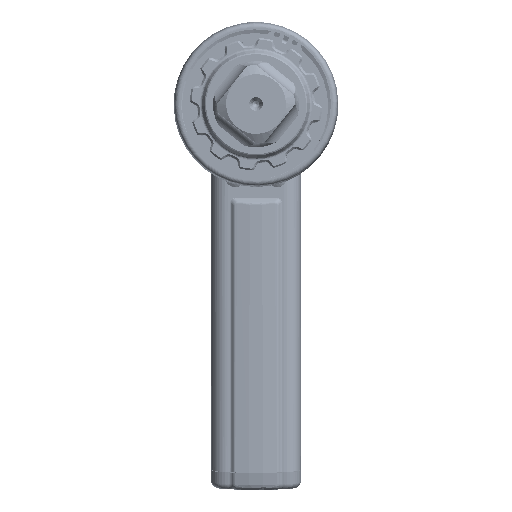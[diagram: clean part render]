
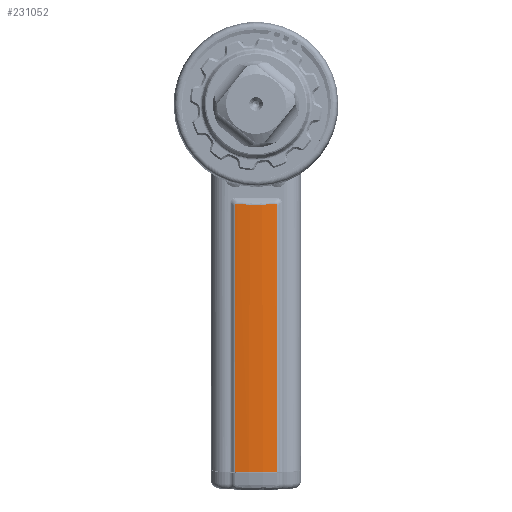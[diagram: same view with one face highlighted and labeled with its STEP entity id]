
A CAD part, top view. The second image highlights one B-rep face of the part: STEP entity #231052.
In plain terms, the highlighted cylindrical face has radius 86.25 mm (diameter 172.5 mm), a partial arc.
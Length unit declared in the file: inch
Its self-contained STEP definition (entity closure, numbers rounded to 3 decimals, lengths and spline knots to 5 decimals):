
#79830=CARTESIAN_POINT('',(0.,-8.95669,-3.1014));
#79831=DIRECTION('',(0.,-1.,0.));
#79832=DIRECTION('',(0.149,0.,0.989));
#79833=AXIS2_PLACEMENT_3D('',#79830,#79831,#79832);
#80072=DIRECTION('',(0.,-1.,0.));
#80073=VECTOR('',#80072,6.5104);
#80074=CARTESIAN_POINT('',(-0.50631,-2.44629,
0.25632));
#80075=LINE('',#80074,#80073);
#80076=CARTESIAN_POINT('',(-0.45627,-2.41151,
0.26348));
#80077=CARTESIAN_POINT('',(-0.45819,-2.41126,
0.26322));
#80078=CARTESIAN_POINT('',(-0.46187,-2.41089,
0.26272));
#80079=CARTESIAN_POINT('',(-0.46686,-2.41073,
0.26203));
#80080=CARTESIAN_POINT('',(-0.47136,-2.41088,
0.2614));
#80081=CARTESIAN_POINT('',(-0.47544,-2.4113,
0.26083));
#80082=CARTESIAN_POINT('',(-0.47913,-2.41195,
0.2603));
#80083=CARTESIAN_POINT('',(-0.48246,-2.4128,
0.25983));
#80084=CARTESIAN_POINT('',(-0.48547,-2.41382,
0.25939));
#80085=CARTESIAN_POINT('',(-0.4882,-2.41498,
0.259));
#80086=CARTESIAN_POINT('',(-0.49067,-2.41628,
0.25864));
#80087=CARTESIAN_POINT('',(-0.49291,-2.4177,
0.25831));
#80088=CARTESIAN_POINT('',(-0.49494,-2.41923,
0.25801));
#80089=CARTESIAN_POINT('',(-0.49679,-2.42089,
0.25774));
#80090=CARTESIAN_POINT('',(-0.49846,-2.42266,
0.25749));
#80091=CARTESIAN_POINT('',(-0.49998,-2.42456,
0.25726));
#80092=CARTESIAN_POINT('',(-0.50135,-2.4266,
0.25706));
#80093=CARTESIAN_POINT('',(-0.50256,-2.42879,
0.25688));
#80094=CARTESIAN_POINT('',(-0.50363,-2.43114,
0.25672));
#80095=CARTESIAN_POINT('',(-0.50454,-2.43369,
0.25658));
#80096=CARTESIAN_POINT('',(-0.50529,-2.43645,
0.25647));
#80097=CARTESIAN_POINT('',(-0.50586,-2.43944,
0.25638));
#80098=CARTESIAN_POINT('',(-0.50622,-2.4427,
0.25633));
#80099=CARTESIAN_POINT('',(-0.50631,-2.44506,
0.25632));
#80100=CARTESIAN_POINT('',(-0.50631,-2.44629,
0.25632));
#80102=CARTESIAN_POINT('',(0.45627,-2.41151,
0.26348));
#80103=CARTESIAN_POINT('',(0.43447,-2.41439,
0.26643));
#80104=CARTESIAN_POINT('',(0.39091,-2.41971,
0.27191));
#80105=CARTESIAN_POINT('',(0.32567,-2.42645,
0.27883));
#80106=CARTESIAN_POINT('',(0.26049,-2.43196,
0.28448));
#80107=CARTESIAN_POINT('',(0.19536,-2.43623,
0.28886));
#80108=CARTESIAN_POINT('',(0.13025,-2.43927,
0.29198));
#80109=CARTESIAN_POINT('',(0.06514,-2.44109,
0.29386));
#80110=CARTESIAN_POINT('',(0.00003,-2.4417,
0.29448));
#80111=CARTESIAN_POINT('',(-0.06509,-2.44109,
0.29386));
#80112=CARTESIAN_POINT('',(-0.13022,-2.43927,
0.29198));
#80113=CARTESIAN_POINT('',(-0.19535,-2.43623,
0.28886));
#80114=CARTESIAN_POINT('',(-0.26049,-2.43196,
0.28448));
#80115=CARTESIAN_POINT('',(-0.32567,-2.42645,
0.27883));
#80116=CARTESIAN_POINT('',(-0.39091,-2.41971,
0.27191));
#80117=CARTESIAN_POINT('',(-0.43448,-2.41439,
0.26643));
#80118=CARTESIAN_POINT('',(-0.45627,-2.41151,
0.26348));
#80120=CARTESIAN_POINT('',(0.50631,-2.44629,
0.25632));
#80121=CARTESIAN_POINT('',(0.50631,-2.44507,
0.25632));
#80122=CARTESIAN_POINT('',(0.50622,-2.44271,
0.25633));
#80123=CARTESIAN_POINT('',(0.50586,-2.43945,
0.25638));
#80124=CARTESIAN_POINT('',(0.50529,-2.43645,
0.25647));
#80125=CARTESIAN_POINT('',(0.50455,-2.43369,
0.25658));
#80126=CARTESIAN_POINT('',(0.50363,-2.43115,
0.25672));
#80127=CARTESIAN_POINT('',(0.50256,-2.42879,
0.25688));
#80128=CARTESIAN_POINT('',(0.50135,-2.4266,
0.25706));
#80129=CARTESIAN_POINT('',(0.49998,-2.42456,
0.25726));
#80130=CARTESIAN_POINT('',(0.49847,-2.42266,
0.25749));
#80131=CARTESIAN_POINT('',(0.49679,-2.42089,
0.25774));
#80132=CARTESIAN_POINT('',(0.49494,-2.41923,
0.25801));
#80133=CARTESIAN_POINT('',(0.49291,-2.4177,
0.25831));
#80134=CARTESIAN_POINT('',(0.49067,-2.41628,
0.25864));
#80135=CARTESIAN_POINT('',(0.4882,-2.41498,
0.259));
#80136=CARTESIAN_POINT('',(0.48547,-2.41382,
0.25939));
#80137=CARTESIAN_POINT('',(0.48246,-2.4128,
0.25983));
#80138=CARTESIAN_POINT('',(0.47913,-2.41195,
0.2603));
#80139=CARTESIAN_POINT('',(0.47544,-2.4113,
0.26083));
#80140=CARTESIAN_POINT('',(0.47136,-2.41088,
0.2614));
#80141=CARTESIAN_POINT('',(0.46686,-2.41073,
0.26203));
#80142=CARTESIAN_POINT('',(0.46187,-2.41089,
0.26272));
#80143=CARTESIAN_POINT('',(0.45819,-2.41126,
0.26322));
#80144=CARTESIAN_POINT('',(0.45627,-2.41151,
0.26348));
#80146=DIRECTION('',(0.,1.,0.));
#80147=VECTOR('',#80146,6.5104);
#80148=CARTESIAN_POINT('',(0.50631,-8.95669,
0.25632));
#80149=LINE('',#80148,#80147);
#88726=CARTESIAN_POINT('',(0.50631,-8.95669,
0.25632));
#88727=CARTESIAN_POINT('',(-0.50631,-8.95669,
0.25632));
#88728=VERTEX_POINT('',#88726);
#88729=VERTEX_POINT('',#88727);
#88734=VERTEX_POINT('',#80076);
#88735=VERTEX_POINT('',#80100);
#88736=VERTEX_POINT('',#80102);
#88737=VERTEX_POINT('',#80120);
#231036=CARTESIAN_POINT('',(0.,-2.22834,-3.1014));
#231037=DIRECTION('',(0.,-1.,0.));
#231038=DIRECTION('',(1.,0.,0.));
#231039=AXIS2_PLACEMENT_3D('',#231036,#231037,#231038);
#231040=CYLINDRICAL_SURFACE('',#231039,3.39567);
#231041=ORIENTED_EDGE('',*,*,#230485,.T.);
#231043=ORIENTED_EDGE('',*,*,#231042,.F.);
#231045=ORIENTED_EDGE('',*,*,#231044,.F.);
#231046=ORIENTED_EDGE('',*,*,#231019,.F.);
#231048=ORIENTED_EDGE('',*,*,#231047,.F.);
#231049=ORIENTED_EDGE('',*,*,#230250,.F.);
#231050=EDGE_LOOP('',(#231041,#231043,#231045,#231046,#231048,#231049));
#231051=FACE_OUTER_BOUND('',#231050,.F.);
#231052=ADVANCED_FACE('',(#231051),#231040,.T.);
#79834=CIRCLE('',#79833,3.39567);
#80101=B_SPLINE_CURVE_WITH_KNOTS('',3,(#80076,#80077,#80078,#80079,#80080,
#80081,#80082,#80083,#80084,#80085,#80086,#80087,#80088,#80089,#80090,#80091,
#80092,#80093,#80094,#80095,#80096,#80097,#80098,#80099,#80100),.UNSPECIFIED.,
.F.,.F.,(4,1,1,1,1,1,1,1,1,1,1,1,1,1,1,1,1,1,1,1,1,1,4),(0.,0.04545,
0.09091,0.13636,0.18182,0.22727,
0.27273,0.31818,0.36364,0.40909,
0.45455,0.5,0.54545,0.59091,0.63636,
0.68182,0.72727,0.77273,0.81818,
0.86364,0.90909,0.95455,1.),.UNSPECIFIED.);
#80119=B_SPLINE_CURVE_WITH_KNOTS('',3,(#80102,#80103,#80104,#80105,#80106,
#80107,#80108,#80109,#80110,#80111,#80112,#80113,#80114,#80115,#80116,#80117,
#80118),.UNSPECIFIED.,.F.,.F.,(4,1,1,1,1,1,1,1,1,1,1,1,1,1,4),(0.,
0.07143,0.14286,0.21429,0.28571,
0.35714,0.42857,0.5,0.57143,0.64286,
0.71429,0.78571,0.85714,0.92857,1.),
.UNSPECIFIED.);
#80145=B_SPLINE_CURVE_WITH_KNOTS('',3,(#80120,#80121,#80122,#80123,#80124,
#80125,#80126,#80127,#80128,#80129,#80130,#80131,#80132,#80133,#80134,#80135,
#80136,#80137,#80138,#80139,#80140,#80141,#80142,#80143,#80144),.UNSPECIFIED.,
.F.,.F.,(4,1,1,1,1,1,1,1,1,1,1,1,1,1,1,1,1,1,1,1,1,1,4),(0.,0.04545,
0.09091,0.13636,0.18182,0.22727,
0.27273,0.31818,0.36364,0.40909,
0.45455,0.5,0.54545,0.59091,0.63636,
0.68182,0.72727,0.77273,0.81818,
0.86364,0.90909,0.95455,1.),.UNSPECIFIED.);
#230250=EDGE_CURVE('',#88728,#88737,#80149,.T.);
#230485=EDGE_CURVE('',#88728,#88729,#79834,.T.);
#231019=EDGE_CURVE('',#88736,#88734,#80119,.T.);
#231042=EDGE_CURVE('',#88735,#88729,#80075,.T.);
#231044=EDGE_CURVE('',#88734,#88735,#80101,.T.);
#231047=EDGE_CURVE('',#88737,#88736,#80145,.T.);
